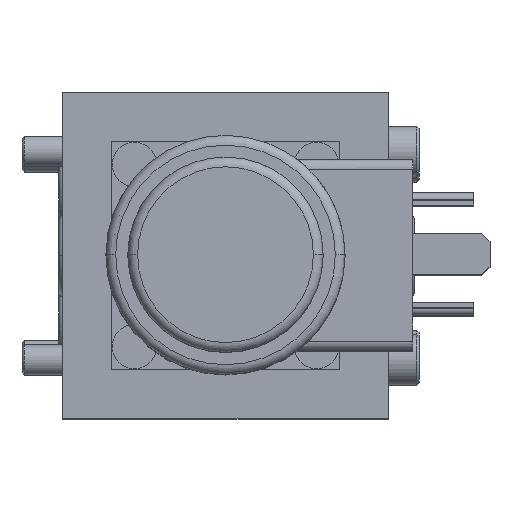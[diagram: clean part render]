
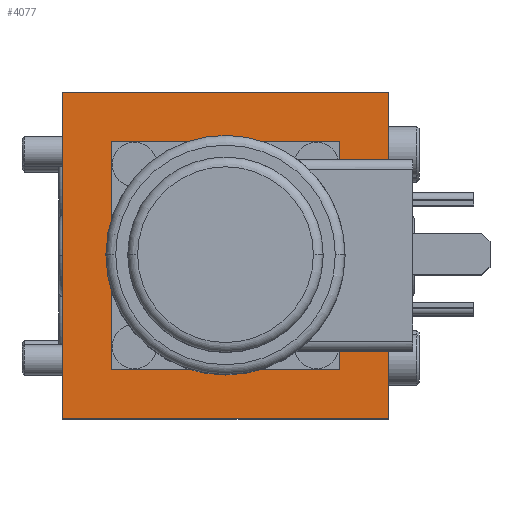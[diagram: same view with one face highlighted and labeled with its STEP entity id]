
A CAD part, top view. The second image highlights one B-rep face of the part: STEP entity #4077.
In plain terms, the highlighted planar face has unit normal (0, 0, 1).
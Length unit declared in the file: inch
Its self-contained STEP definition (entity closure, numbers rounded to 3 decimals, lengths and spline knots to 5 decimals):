
#18=DIRECTION('',(-1.,0.,0.));
#19=VECTOR('',#18,2.);
#20=CARTESIAN_POINT('',(2.,0.,1.375));
#21=LINE('',#20,#19);
#22=DIRECTION('',(0.,1.,0.));
#23=VECTOR('',#22,2.);
#24=CARTESIAN_POINT('',(0.,0.,1.375));
#25=LINE('',#24,#23);
#26=DIRECTION('',(1.,0.,0.));
#27=VECTOR('',#26,2.);
#28=CARTESIAN_POINT('',(0.,2.,1.375));
#29=LINE('',#28,#27);
#30=DIRECTION('',(0.,-1.,0.));
#31=VECTOR('',#30,2.);
#32=CARTESIAN_POINT('',(2.,2.,1.375));
#33=LINE('',#32,#31);
#981=DIRECTION('',(0.,1.,0.));
#982=VECTOR('',#981,1.4);
#983=CARTESIAN_POINT('',(0.3,0.3,1.375));
#984=LINE('',#983,#982);
#989=DIRECTION('',(1.,0.,0.));
#990=VECTOR('',#989,1.4);
#991=CARTESIAN_POINT('',(0.3,1.7,1.375));
#992=LINE('',#991,#990);
#997=DIRECTION('',(0.,-1.,0.));
#998=VECTOR('',#997,1.4);
#999=CARTESIAN_POINT('',(1.7,1.7,1.375));
#1000=LINE('',#999,#998);
#1005=DIRECTION('',(-1.,0.,0.));
#1006=VECTOR('',#1005,1.4);
#1007=CARTESIAN_POINT('',(1.7,0.3,1.375));
#1008=LINE('',#1007,#1006);
#3140=CARTESIAN_POINT('',(2.,0.,1.375));
#3141=CARTESIAN_POINT('',(0.,0.,1.375));
#3142=VERTEX_POINT('',#3140);
#3143=VERTEX_POINT('',#3141);
#3144=CARTESIAN_POINT('',(0.,2.,1.375));
#3145=VERTEX_POINT('',#3144);
#3146=CARTESIAN_POINT('',(2.,2.,1.375));
#3147=VERTEX_POINT('',#3146);
#3148=CARTESIAN_POINT('',(0.3,0.3,1.375));
#3149=CARTESIAN_POINT('',(0.3,1.7,1.375));
#3150=VERTEX_POINT('',#3148);
#3151=VERTEX_POINT('',#3149);
#3152=CARTESIAN_POINT('',(1.7,0.3,1.375));
#3153=VERTEX_POINT('',#3152);
#3154=CARTESIAN_POINT('',(1.7,1.7,1.375));
#3155=VERTEX_POINT('',#3154);
#4052=CARTESIAN_POINT('',(0.,0.,1.375));
#4053=DIRECTION('',(0.,0.,1.));
#4054=DIRECTION('',(1.,0.,0.));
#4055=AXIS2_PLACEMENT_3D('',#4052,#4053,#4054);
#4056=PLANE('',#4055);
#4058=ORIENTED_EDGE('',*,*,#4057,.T.);
#4060=ORIENTED_EDGE('',*,*,#4059,.T.);
#4062=ORIENTED_EDGE('',*,*,#4061,.T.);
#4064=ORIENTED_EDGE('',*,*,#4063,.T.);
#4065=EDGE_LOOP('',(#4058,#4060,#4062,#4064));
#4066=FACE_OUTER_BOUND('',#4065,.F.);
#4068=ORIENTED_EDGE('',*,*,#4067,.F.);
#4070=ORIENTED_EDGE('',*,*,#4069,.F.);
#4072=ORIENTED_EDGE('',*,*,#4071,.F.);
#4074=ORIENTED_EDGE('',*,*,#4073,.F.);
#4075=EDGE_LOOP('',(#4068,#4070,#4072,#4074));
#4076=FACE_BOUND('',#4075,.F.);
#4057=EDGE_CURVE('',#3142,#3143,#21,.T.);
#4059=EDGE_CURVE('',#3143,#3145,#25,.T.);
#4061=EDGE_CURVE('',#3145,#3147,#29,.T.);
#4063=EDGE_CURVE('',#3147,#3142,#33,.T.);
#4067=EDGE_CURVE('',#3150,#3151,#984,.T.);
#4069=EDGE_CURVE('',#3153,#3150,#1008,.T.);
#4071=EDGE_CURVE('',#3155,#3153,#1000,.T.);
#4073=EDGE_CURVE('',#3151,#3155,#992,.T.);
#4077=ADVANCED_FACE('',(#4066,#4076),#4056,.T.);
